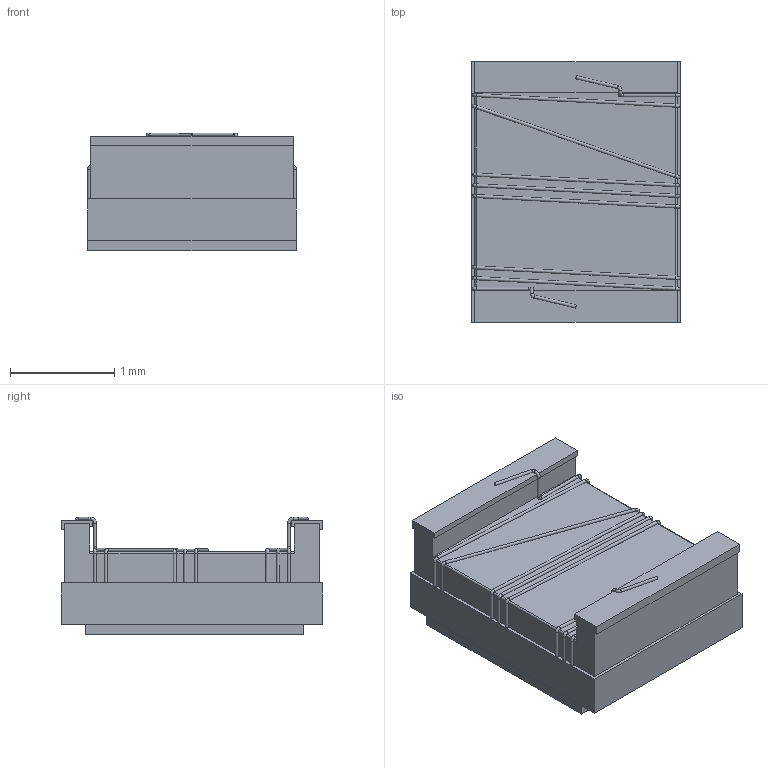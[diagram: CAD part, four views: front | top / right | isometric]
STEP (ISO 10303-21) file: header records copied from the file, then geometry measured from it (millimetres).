
FILE_DESCRIPTION( ( 'Unknown' ), '1' );
FILE_NAME( '744762112A.stp', 'Unknown', ( 'Unknown' ), ( 'Unknown' ), 'XStep 1.0', 'Unknown', ' ' );
FILE_SCHEMA( ( 'automotive_design' ) );
Length unit declared in the file: millimetre
Products named in the file (3): Assem1; Keramik; Leitfläche
Bounding box: 2 x 2.5 x 1.13 mm (x, y, z)
Surface area: 47.1 mm2
Topology: 5 solids, 5 shells, 272 faces, 702 edges, 452 vertices
Faces by surface type: plane 146, cylinder 76, bspline 28, torus 16, extrusion 6
Full cylindrical faces by diameter (mm): 0.03 x36
Entity records: 4966 total; most frequent: CARTESIAN_POINT 1987, ORIENTED_EDGE 592, DIRECTION 514, EDGE_CURVE 296, VERTEX_POINT 208, AXIS2_PLACEMENT_3D 182, EDGE_LOOP 178, FACE_OUTER_BOUND 164
